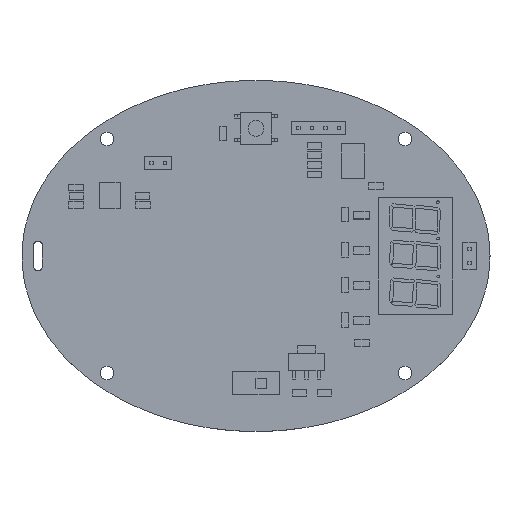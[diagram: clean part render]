
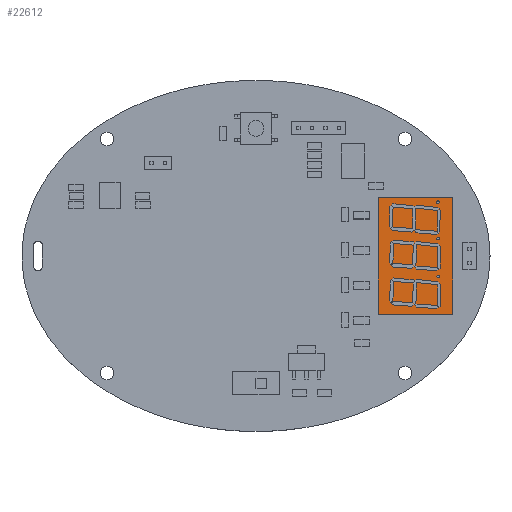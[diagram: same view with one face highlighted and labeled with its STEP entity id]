
A CAD part, top view. The second image highlights one B-rep face of the part: STEP entity #22612.
In plain terms, the highlighted planar face has unit normal (0, 0, 1).
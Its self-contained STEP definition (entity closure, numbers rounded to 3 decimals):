
#22298 = VERTEX_POINT('',#22299);
#22299 = CARTESIAN_POINT('',(-6.996,-10.986,6.2));
#22306 = PLANE('',#22307);
#22307 = AXIS2_PLACEMENT_3D('',#22308,#22309,#22310);
#22308 = CARTESIAN_POINT('',(-6.996,-10.986,0.));
#22309 = DIRECTION('',(-1.,0.,0.));
#22310 = DIRECTION('',(0.,1.,0.));
#22318 = PLANE('',#22319);
#22319 = AXIS2_PLACEMENT_3D('',#22320,#22321,#22322);
#22320 = CARTESIAN_POINT('',(6.996,-10.986,0.));
#22321 = DIRECTION('',(0.,-1.,0.));
#22322 = DIRECTION('',(-1.,0.,0.));
#22330 = EDGE_CURVE('',#22298,#22331,#22333,.T.);
#22331 = VERTEX_POINT('',#22332);
#22332 = CARTESIAN_POINT('',(-6.996,10.986,6.2));
#22333 = SURFACE_CURVE('',#22334,(#22338,#22345),.PCURVE_S1.);
#22334 = LINE('',#22335,#22336);
#22335 = CARTESIAN_POINT('',(-6.996,-10.986,6.2));
#22336 = VECTOR('',#22337,1.);
#22337 = DIRECTION('',(0.,1.,0.));
#22338 = PCURVE('',#22306,#22339);
#22339 = DEFINITIONAL_REPRESENTATION('',(#22340),#22344);
#22340 = LINE('',#22341,#22342);
#22341 = CARTESIAN_POINT('',(0.,-6.2));
#22342 = VECTOR('',#22343,1.);
#22343 = DIRECTION('',(1.,0.));
#22344 = ( GEOMETRIC_REPRESENTATION_CONTEXT(2) 
PARAMETRIC_REPRESENTATION_CONTEXT() REPRESENTATION_CONTEXT('2D SPACE',''
  ) );
#22345 = PCURVE('',#22346,#22351);
#22346 = PLANE('',#22347);
#22347 = AXIS2_PLACEMENT_3D('',#22348,#22349,#22350);
#22348 = CARTESIAN_POINT('',(-6.996,-10.986,6.2));
#22349 = DIRECTION('',(0.,0.,1.));
#22350 = DIRECTION('',(1.,0.,0.));
#22351 = DEFINITIONAL_REPRESENTATION('',(#22352),#22356);
#22352 = LINE('',#22353,#22354);
#22353 = CARTESIAN_POINT('',(0.,0.));
#22354 = VECTOR('',#22355,1.);
#22355 = DIRECTION('',(0.,1.));
#22356 = ( GEOMETRIC_REPRESENTATION_CONTEXT(2) 
PARAMETRIC_REPRESENTATION_CONTEXT() REPRESENTATION_CONTEXT('2D SPACE',''
  ) );
#22374 = PLANE('',#22375);
#22375 = AXIS2_PLACEMENT_3D('',#22376,#22377,#22378);
#22376 = CARTESIAN_POINT('',(-6.996,10.986,0.));
#22377 = DIRECTION('',(0.,1.,0.));
#22378 = DIRECTION('',(1.,0.,0.));
#22416 = EDGE_CURVE('',#22331,#22417,#22419,.T.);
#22417 = VERTEX_POINT('',#22418);
#22418 = CARTESIAN_POINT('',(6.996,10.986,6.2));
#22419 = SURFACE_CURVE('',#22420,(#22424,#22431),.PCURVE_S1.);
#22420 = LINE('',#22421,#22422);
#22421 = CARTESIAN_POINT('',(-6.996,10.986,6.2));
#22422 = VECTOR('',#22423,1.);
#22423 = DIRECTION('',(1.,0.,0.));
#22424 = PCURVE('',#22374,#22425);
#22425 = DEFINITIONAL_REPRESENTATION('',(#22426),#22430);
#22426 = LINE('',#22427,#22428);
#22427 = CARTESIAN_POINT('',(0.,-6.2));
#22428 = VECTOR('',#22429,1.);
#22429 = DIRECTION('',(1.,0.));
#22430 = ( GEOMETRIC_REPRESENTATION_CONTEXT(2) 
PARAMETRIC_REPRESENTATION_CONTEXT() REPRESENTATION_CONTEXT('2D SPACE',''
  ) );
#22431 = PCURVE('',#22346,#22432);
#22432 = DEFINITIONAL_REPRESENTATION('',(#22433),#22437);
#22433 = LINE('',#22434,#22435);
#22434 = CARTESIAN_POINT('',(0.,21.971));
#22435 = VECTOR('',#22436,1.);
#22436 = DIRECTION('',(1.,0.));
#22437 = ( GEOMETRIC_REPRESENTATION_CONTEXT(2) 
PARAMETRIC_REPRESENTATION_CONTEXT() REPRESENTATION_CONTEXT('2D SPACE',''
  ) );
#22455 = PLANE('',#22456);
#22456 = AXIS2_PLACEMENT_3D('',#22457,#22458,#22459);
#22457 = CARTESIAN_POINT('',(6.996,10.986,0.));
#22458 = DIRECTION('',(1.,0.,0.));
#22459 = DIRECTION('',(0.,-1.,0.));
#22492 = EDGE_CURVE('',#22417,#22493,#22495,.T.);
#22493 = VERTEX_POINT('',#22494);
#22494 = CARTESIAN_POINT('',(6.996,-10.986,6.2));
#22495 = SURFACE_CURVE('',#22496,(#22500,#22507),.PCURVE_S1.);
#22496 = LINE('',#22497,#22498);
#22497 = CARTESIAN_POINT('',(6.996,10.986,6.2));
#22498 = VECTOR('',#22499,1.);
#22499 = DIRECTION('',(0.,-1.,0.));
#22500 = PCURVE('',#22455,#22501);
#22501 = DEFINITIONAL_REPRESENTATION('',(#22502),#22506);
#22502 = LINE('',#22503,#22504);
#22503 = CARTESIAN_POINT('',(0.,-6.2));
#22504 = VECTOR('',#22505,1.);
#22505 = DIRECTION('',(1.,0.));
#22506 = ( GEOMETRIC_REPRESENTATION_CONTEXT(2) 
PARAMETRIC_REPRESENTATION_CONTEXT() REPRESENTATION_CONTEXT('2D SPACE',''
  ) );
#22507 = PCURVE('',#22346,#22508);
#22508 = DEFINITIONAL_REPRESENTATION('',(#22509),#22513);
#22509 = LINE('',#22510,#22511);
#22510 = CARTESIAN_POINT('',(13.991,21.971));
#22511 = VECTOR('',#22512,1.);
#22512 = DIRECTION('',(0.,-1.));
#22513 = ( GEOMETRIC_REPRESENTATION_CONTEXT(2) 
PARAMETRIC_REPRESENTATION_CONTEXT() REPRESENTATION_CONTEXT('2D SPACE',''
  ) );
#22563 = EDGE_CURVE('',#22493,#22298,#22564,.T.);
#22564 = SURFACE_CURVE('',#22565,(#22569,#22576),.PCURVE_S1.);
#22565 = LINE('',#22566,#22567);
#22566 = CARTESIAN_POINT('',(6.996,-10.986,6.2));
#22567 = VECTOR('',#22568,1.);
#22568 = DIRECTION('',(-1.,0.,0.));
#22569 = PCURVE('',#22318,#22570);
#22570 = DEFINITIONAL_REPRESENTATION('',(#22571),#22575);
#22571 = LINE('',#22572,#22573);
#22572 = CARTESIAN_POINT('',(0.,-6.2));
#22573 = VECTOR('',#22574,1.);
#22574 = DIRECTION('',(1.,0.));
#22575 = ( GEOMETRIC_REPRESENTATION_CONTEXT(2) 
PARAMETRIC_REPRESENTATION_CONTEXT() REPRESENTATION_CONTEXT('2D SPACE',''
  ) );
#22576 = PCURVE('',#22346,#22577);
#22577 = DEFINITIONAL_REPRESENTATION('',(#22578),#22582);
#22578 = LINE('',#22579,#22580);
#22579 = CARTESIAN_POINT('',(13.991,0.));
#22580 = VECTOR('',#22581,1.);
#22581 = DIRECTION('',(-1.,0.));
#22582 = ( GEOMETRIC_REPRESENTATION_CONTEXT(2) 
PARAMETRIC_REPRESENTATION_CONTEXT() REPRESENTATION_CONTEXT('2D SPACE',''
  ) );
#22612 = ADVANCED_FACE('',(#22613),#22346,.T.);
#22613 = FACE_BOUND('',#22614,.F.);
#22614 = EDGE_LOOP('',(#22615,#22616,#22617,#22618));
#22615 = ORIENTED_EDGE('',*,*,#22330,.T.);
#22616 = ORIENTED_EDGE('',*,*,#22416,.T.);
#22617 = ORIENTED_EDGE('',*,*,#22492,.T.);
#22618 = ORIENTED_EDGE('',*,*,#22563,.T.);
